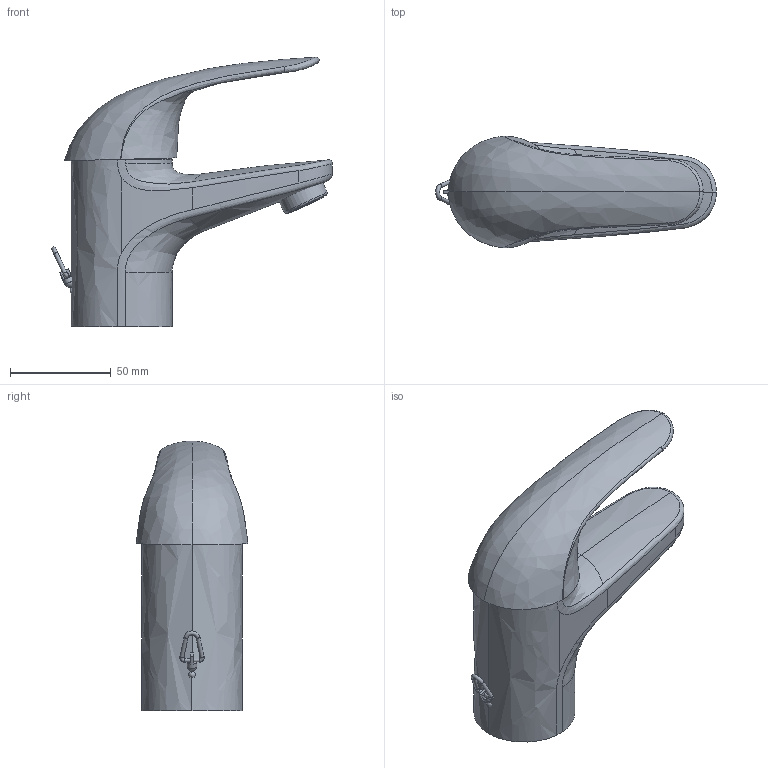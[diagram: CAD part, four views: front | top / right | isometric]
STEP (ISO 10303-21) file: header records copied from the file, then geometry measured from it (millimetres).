
FILE_DESCRIPTION(/* description */ ('Unknown'),/* implementation_level */ '2;1');
FILE_NAME(/* name */ '32881000',/* time_stamp */ '2022-09-08T03:51:43+02:00',/* author */ ('Unknown'),/* organization */ ('GROHE AG'),/* preprocessor_version */ 'ST-DEVELOPER v16.7',/* originating_system */ 'DEX',/* authorisation */ $);
FILE_SCHEMA (('AUTOMOTIVE_DESIGN {1 0 10303 214 3 1 1}'));
Length unit declared in the file: millimetre
Products named in the file (3): 32881000; id51
Assembly tree (2 placements, depth 2):
  32881000
    32881000
    id51
Bounding box: 139.15 x 55.43 x 133.71 mm (x, y, z)
Volume: 72577.1 mm3; surface area: 38729.2 mm2
Topology: 1 solids, 6 shells, 69 faces, 170 edges, 105 vertices
Faces by surface type: bspline 43, plane 11, cylinder 8, torus 5, sphere 1, cone 1
Full cylindrical faces by diameter (mm): 0.7 x1, 2 x4, 4.8 x1, 18 x1, 23.6 x1
Entity records: 12478 total; most frequent: CARTESIAN_POINT 11103, ORIENTED_EDGE 286, EDGE_CURVE 152, DIRECTION 124, B_SPLINE_CURVE_WITH_KNOTS 107, VERTEX_POINT 102, EDGE_LOOP 84, FACE_BOUND 84
